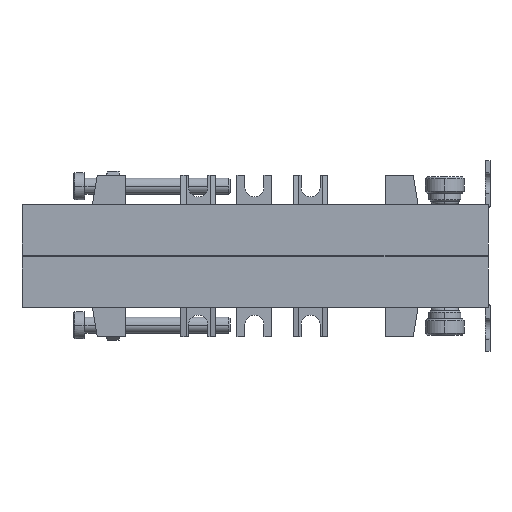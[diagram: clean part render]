
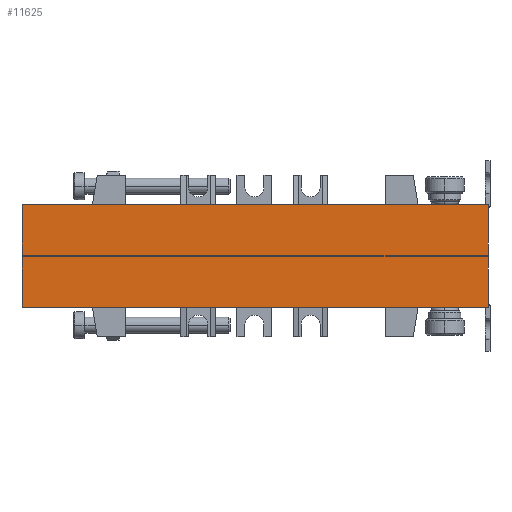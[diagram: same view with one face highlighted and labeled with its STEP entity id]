
A CAD part, left-side view. The second image highlights one B-rep face of the part: STEP entity #11625.
In plain terms, the highlighted planar face has unit normal (-1, 0, 0).
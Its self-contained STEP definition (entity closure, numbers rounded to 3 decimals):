
#1828=DIRECTION('',(0.,0.,1.));
#1829=VECTOR('',#1828,15.75);
#1830=CARTESIAN_POINT('',(-57.,-72.5,-16.));
#1831=LINE('',#1830,#1829);
#1924=DIRECTION('',(0.,-1.,0.));
#1925=VECTOR('',#1924,144.5);
#1926=CARTESIAN_POINT('',(-57.,72.,16.));
#1927=LINE('',#1926,#1925);
#1928=DIRECTION('',(0.,-1.,0.));
#1929=VECTOR('',#1928,32.);
#1930=CARTESIAN_POINT('',(-57.,-40.5,0.25));
#1931=LINE('',#1930,#1929);
#1932=DIRECTION('',(0.,-1.,0.));
#1933=VECTOR('',#1932,32.);
#1934=CARTESIAN_POINT('',(-57.,-40.5,-0.25));
#1935=LINE('',#1934,#1933);
#1936=DIRECTION('',(0.,1.,0.));
#1937=VECTOR('',#1936,144.5);
#1938=CARTESIAN_POINT('',(-57.,-72.5,-16.));
#1939=LINE('',#1938,#1937);
#1940=DIRECTION('',(0.,0.,1.));
#1941=VECTOR('',#1940,15.75);
#1942=CARTESIAN_POINT('',(-57.,72.,-16.));
#1943=LINE('',#1942,#1941);
#1944=DIRECTION('',(0.,-1.,0.));
#1945=VECTOR('',#1944,112.);
#1946=CARTESIAN_POINT('',(-57.,72.,-0.25));
#1947=LINE('',#1946,#1945);
#1948=DIRECTION('',(0.,-1.,0.));
#1949=VECTOR('',#1948,112.);
#1950=CARTESIAN_POINT('',(-57.,72.,0.25));
#1951=LINE('',#1950,#1949);
#1952=DIRECTION('',(0.,0.,1.));
#1953=VECTOR('',#1952,15.75);
#1954=CARTESIAN_POINT('',(-57.,72.,0.25));
#1955=LINE('',#1954,#1953);
#2176=DIRECTION('',(0.,0.,1.));
#2177=VECTOR('',#2176,15.75);
#2178=CARTESIAN_POINT('',(-57.,-72.5,0.25));
#2179=LINE('',#2178,#2177);
#2654=DIRECTION('',(0.,0.,1.));
#2655=VECTOR('',#2654,0.5);
#2656=CARTESIAN_POINT('',(-57.,-40.5,-0.25));
#2657=LINE('',#2656,#2655);
#4074=DIRECTION('',(0.,0.,1.));
#4075=VECTOR('',#4074,0.5);
#4076=CARTESIAN_POINT('',(-57.,-40.,-0.25));
#4077=LINE('',#4076,#4075);
#9135=CARTESIAN_POINT('',(-57.,72.,-16.));
#9137=VERTEX_POINT('',#9135);
#9139=CARTESIAN_POINT('',(-57.,72.,16.));
#9141=VERTEX_POINT('',#9139);
#9361=CARTESIAN_POINT('',(-57.,72.,0.25));
#9363=VERTEX_POINT('',#9361);
#9374=CARTESIAN_POINT('',(-57.,72.,-0.25));
#9375=VERTEX_POINT('',#9374);
#9998=CARTESIAN_POINT('',(-57.,-40.,0.25));
#10000=VERTEX_POINT('',#9998);
#10002=CARTESIAN_POINT('',(-57.,-40.,-0.25));
#10004=VERTEX_POINT('',#10002);
#10246=CARTESIAN_POINT('',(-57.,-72.5,0.25));
#10248=VERTEX_POINT('',#10246);
#10254=CARTESIAN_POINT('',(-57.,-72.5,-16.));
#10255=CARTESIAN_POINT('',(-57.,-72.5,-0.25));
#10256=VERTEX_POINT('',#10254);
#10257=VERTEX_POINT('',#10255);
#10270=CARTESIAN_POINT('',(-57.,-72.5,16.));
#10271=VERTEX_POINT('',#10270);
#10350=CARTESIAN_POINT('',(-57.,-40.5,0.25));
#10351=VERTEX_POINT('',#10350);
#10352=CARTESIAN_POINT('',(-57.,-40.5,-0.25));
#10353=VERTEX_POINT('',#10352);
#11596=CARTESIAN_POINT('',(-57.,72.,-16.));
#11597=DIRECTION('',(-1.,0.,0.));
#11598=DIRECTION('',(0.,-1.,0.));
#11599=AXIS2_PLACEMENT_3D('',#11596,#11597,#11598);
#11600=PLANE('',#11599);
#11602=ORIENTED_EDGE('',*,*,#11601,.T.);
#11604=ORIENTED_EDGE('',*,*,#11603,.F.);
#11606=ORIENTED_EDGE('',*,*,#11605,.F.);
#11608=ORIENTED_EDGE('',*,*,#11607,.F.);
#11610=ORIENTED_EDGE('',*,*,#11609,.T.);
#11611=ORIENTED_EDGE('',*,*,#11447,.F.);
#11612=ORIENTED_EDGE('',*,*,#11265,.T.);
#11614=ORIENTED_EDGE('',*,*,#11613,.T.);
#11616=ORIENTED_EDGE('',*,*,#11615,.T.);
#11618=ORIENTED_EDGE('',*,*,#11617,.T.);
#11620=ORIENTED_EDGE('',*,*,#11619,.F.);
#11622=ORIENTED_EDGE('',*,*,#11621,.T.);
#11623=EDGE_LOOP('',(#11602,#11604,#11606,#11608,#11610,#11611,#11612,#11614,
#11616,#11618,#11620,#11622));
#11624=FACE_OUTER_BOUND('',#11623,.F.);
#11265=EDGE_CURVE('',#10256,#9137,#1939,.T.);
#11447=EDGE_CURVE('',#10256,#10257,#1831,.T.);
#11601=EDGE_CURVE('',#9141,#10271,#1927,.T.);
#11603=EDGE_CURVE('',#10248,#10271,#2179,.T.);
#11605=EDGE_CURVE('',#10351,#10248,#1931,.T.);
#11607=EDGE_CURVE('',#10353,#10351,#2657,.T.);
#11609=EDGE_CURVE('',#10353,#10257,#1935,.T.);
#11613=EDGE_CURVE('',#9137,#9375,#1943,.T.);
#11615=EDGE_CURVE('',#9375,#10004,#1947,.T.);
#11617=EDGE_CURVE('',#10004,#10000,#4077,.T.);
#11619=EDGE_CURVE('',#9363,#10000,#1951,.T.);
#11621=EDGE_CURVE('',#9363,#9141,#1955,.T.);
#11625=ADVANCED_FACE('',(#11624),#11600,.T.);
